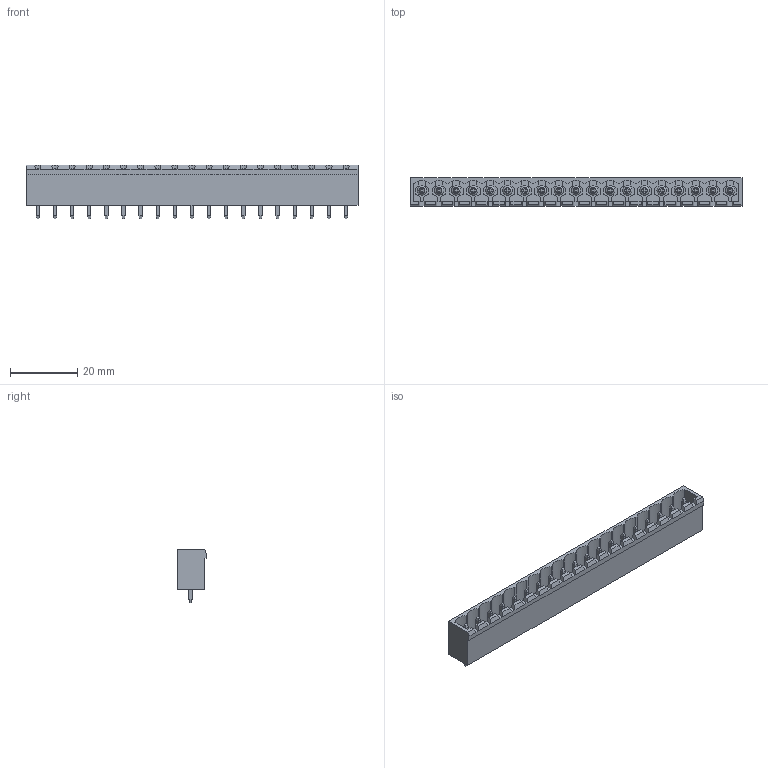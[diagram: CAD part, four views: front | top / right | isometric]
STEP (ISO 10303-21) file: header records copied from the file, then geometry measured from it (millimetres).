
FILE_DESCRIPTION( ( 'Unknown' ), '1' );
FILE_NAME( '691311500119.stp', 'Unknown', ( 'Unknown' ), ( 'Unknown' ), 'PSStep 15.0.49', 'Unknown', ' ' );
FILE_SCHEMA( ( 'AUTOMOTIVE_DESIGN { 1 0 10303 214 1 1 1 1 }' ) );
Length unit declared in the file: millimetre
Products named in the file (3): Assem1; 6913115001xx_PIN; 691311500119
Assembly tree (20 placements, depth 2):
  Assem1
    6913115001xx_PIN  x19
    691311500119
Bounding box: 98.52 x 8.5 x 16 mm (x, y, z)
Volume: 3991.4 mm3; surface area: 8939.6 mm2
Topology: 20 solids, 20 shells, 908 faces, 2414 edges, 1546 vertices
Faces by surface type: plane 851, cylinder 38, torus 19
Full cylindrical faces by diameter (mm): 2.75 x19
Entity records: 26440 total; most frequent: CARTESIAN_POINT 3769, ORIENTED_EDGE 3706, DIRECTION 3340, EDGE_CURVE 1853, LINE 1720, VECTOR 1720, VERTEX_POINT 1239, AXIS2_PLACEMENT_3D 810
